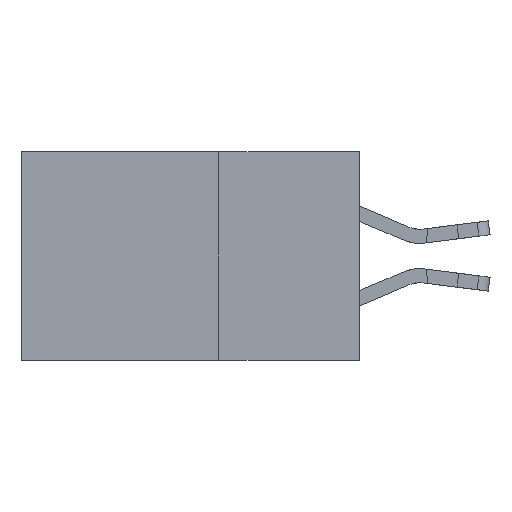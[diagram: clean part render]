
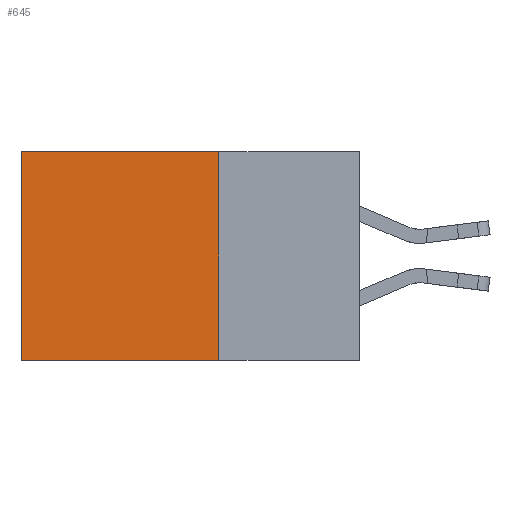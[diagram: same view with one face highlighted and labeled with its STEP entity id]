
A CAD part, left-side view. The second image highlights one B-rep face of the part: STEP entity #645.
In plain terms, the highlighted planar face has unit normal (-1, 0, 0).
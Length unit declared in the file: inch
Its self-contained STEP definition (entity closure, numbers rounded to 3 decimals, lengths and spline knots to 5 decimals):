
#252 = LINE ( 'NONE', #13394, #1308 ) ;
#645 = ADVANCED_FACE ( 'NONE', ( #4356 ), #15706, .F. ) ;
#786 = CARTESIAN_POINT ( 'NONE',  ( 0.2875, 0.25, 0. ) ) ;
#1217 = DIRECTION ( 'NONE',  ( 0., 0., -1. ) ) ;
#1308 = VECTOR ( 'NONE', #10624, 39.37008 ) ;
#1595 = EDGE_LOOP ( 'NONE', ( #1697, #1967, #15740, #16740 ) ) ;
#1685 = VECTOR ( 'NONE', #2986, 39.37008 ) ;
#1697 = ORIENTED_EDGE ( 'NONE', *, *, #4151, .T. ) ;
#1967 = ORIENTED_EDGE ( 'NONE', *, *, #16333, .F. ) ;
#2733 = AXIS2_PLACEMENT_3D ( 'NONE', #7523, #17607, #1217 ) ;
#2986 = DIRECTION ( 'NONE',  ( 0., 0., -1. ) ) ;
#4130 = VERTEX_POINT ( 'NONE', #786 ) ;
#4151 = EDGE_CURVE ( 'NONE', #4376, #12428, #5218, .T. ) ;
#4356 = FACE_OUTER_BOUND ( 'NONE', #1595, .T. ) ;
#4376 = VERTEX_POINT ( 'NONE', #12640 ) ;
#4840 = CARTESIAN_POINT ( 'NONE',  ( 0.2875, 0.25, -0.37 ) ) ;
#5206 = EDGE_CURVE ( 'NONE', #4130, #4376, #252, .T. ) ;
#5218 = LINE ( 'NONE', #15937, #13343 ) ;
#5454 = DIRECTION ( 'NONE',  ( 0., 1., 0. ) ) ;
#6247 = VECTOR ( 'NONE', #5454, 39.37008 ) ;
#6296 = CARTESIAN_POINT ( 'NONE',  ( 0.2875, 0.6, -0.37 ) ) ;
#7523 = CARTESIAN_POINT ( 'NONE',  ( 0.2875, 0.25, 0. ) ) ;
#7633 = VERTEX_POINT ( 'NONE', #4840 ) ;
#7805 = DIRECTION ( 'NONE',  ( 0., 0., -1. ) ) ;
#10624 = DIRECTION ( 'NONE',  ( 0., 1., 0. ) ) ;
#11227 = EDGE_CURVE ( 'NONE', #4130, #7633, #16678, .T. ) ;
#12428 = VERTEX_POINT ( 'NONE', #6296 ) ;
#12640 = CARTESIAN_POINT ( 'NONE',  ( 0.2875, 0.6, 0. ) ) ;
#12766 = CARTESIAN_POINT ( 'NONE',  ( 0.2875, 0.25, 0. ) ) ;
#13343 = VECTOR ( 'NONE', #7805, 39.37008 ) ;
#13394 = CARTESIAN_POINT ( 'NONE',  ( 0.2875, 0.25, 0. ) ) ;
#13879 = CARTESIAN_POINT ( 'NONE',  ( 0.2875, 0.25, -0.37 ) ) ;
#15011 = LINE ( 'NONE', #13879, #6247 ) ;
#15706 = PLANE ( 'NONE',  #2733 ) ;
#15740 = ORIENTED_EDGE ( 'NONE', *, *, #11227, .F. ) ;
#15937 = CARTESIAN_POINT ( 'NONE',  ( 0.2875, 0.6, 0. ) ) ;
#16333 = EDGE_CURVE ( 'NONE', #7633, #12428, #15011, .T. ) ;
#16678 = LINE ( 'NONE', #12766, #1685 ) ;
#16740 = ORIENTED_EDGE ( 'NONE', *, *, #5206, .T. ) ;
#17607 = DIRECTION ( 'NONE',  ( 1., 0., 0. ) ) ;
